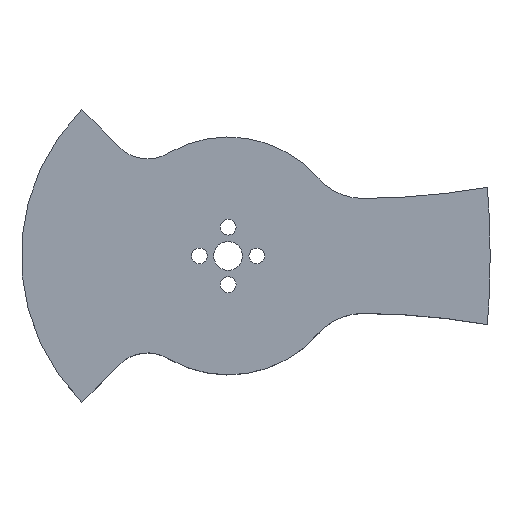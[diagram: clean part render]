
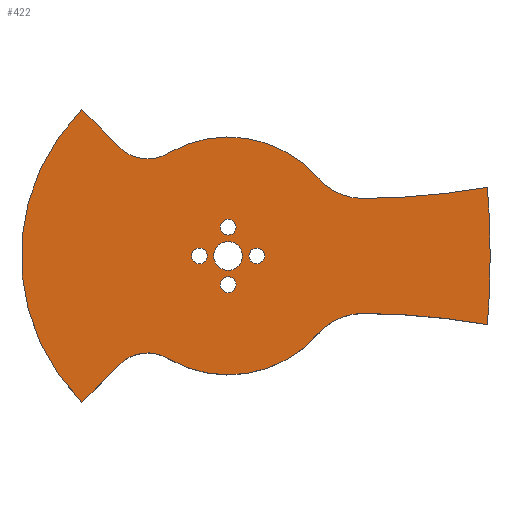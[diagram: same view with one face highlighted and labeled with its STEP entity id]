
A CAD part, top view. The second image highlights one B-rep face of the part: STEP entity #422.
In plain terms, the highlighted planar face has unit normal (0, 0, 1).
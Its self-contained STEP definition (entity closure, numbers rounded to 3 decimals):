
#23=FACE_BOUND('',#66,.T.);
#24=FACE_BOUND('',#67,.T.);
#25=FACE_BOUND('',#68,.T.);
#26=FACE_BOUND('',#69,.T.);
#27=FACE_BOUND('',#70,.T.);
#35=PLANE('',#462);
#42=FACE_OUTER_BOUND('',#65,.T.);
#65=EDGE_LOOP('',(#291,#292,#293,#294,#295,#296,#297,#298,#299,#300,#301,
#302,#303,#304));
#66=EDGE_LOOP('',(#305));
#67=EDGE_LOOP('',(#306));
#68=EDGE_LOOP('',(#307));
#69=EDGE_LOOP('',(#308));
#70=EDGE_LOOP('',(#309));
#99=LINE('',#678,#125);
#102=LINE('',#692,#128);
#103=LINE('',#696,#129);
#125=VECTOR('',#531,10.);
#128=VECTOR('',#544,10.);
#129=VECTOR('',#547,10.);
#149=CIRCLE('',#459,149.1);
#151=CIRCLE('',#463,154.234);
#152=CIRCLE('',#464,12.425);
#153=CIRCLE('',#465,24.85);
#154=CIRCLE('',#466,8.283);
#155=CIRCLE('',#467,43.223);
#156=CIRCLE('',#468,8.283);
#157=CIRCLE('',#469,24.85);
#158=CIRCLE('',#470,12.425);
#159=CIRCLE('',#471,154.234);
#160=CIRCLE('',#472,149.1);
#161=CIRCLE('',#473,1.65);
#162=CIRCLE('',#474,1.65);
#163=CIRCLE('',#475,1.65);
#164=CIRCLE('',#476,1.65);
#165=CIRCLE('',#477,3.);
#183=VERTEX_POINT('',#668);
#184=VERTEX_POINT('',#669);
#187=VERTEX_POINT('',#677);
#189=VERTEX_POINT('',#683);
#190=VERTEX_POINT('',#685);
#191=VERTEX_POINT('',#687);
#192=VERTEX_POINT('',#689);
#193=VERTEX_POINT('',#691);
#194=VERTEX_POINT('',#693);
#195=VERTEX_POINT('',#695);
#196=VERTEX_POINT('',#697);
#197=VERTEX_POINT('',#699);
#198=VERTEX_POINT('',#701);
#199=VERTEX_POINT('',#703);
#200=VERTEX_POINT('',#706);
#201=VERTEX_POINT('',#708);
#202=VERTEX_POINT('',#710);
#203=VERTEX_POINT('',#712);
#204=VERTEX_POINT('',#714);
#223=EDGE_CURVE('',#183,#184,#149,.T.);
#227=EDGE_CURVE('',#187,#184,#99,.T.);
#230=EDGE_CURVE('',#189,#183,#151,.T.);
#231=EDGE_CURVE('',#189,#190,#152,.F.);
#232=EDGE_CURVE('',#190,#191,#153,.T.);
#233=EDGE_CURVE('',#192,#191,#154,.T.);
#234=EDGE_CURVE('',#193,#192,#102,.T.);
#235=EDGE_CURVE('',#193,#194,#155,.T.);
#236=EDGE_CURVE('',#194,#195,#103,.T.);
#237=EDGE_CURVE('',#196,#195,#156,.T.);
#238=EDGE_CURVE('',#196,#197,#157,.T.);
#239=EDGE_CURVE('',#198,#197,#158,.T.);
#240=EDGE_CURVE('',#199,#198,#159,.T.);
#241=EDGE_CURVE('',#187,#199,#160,.T.);
#242=EDGE_CURVE('',#200,#200,#161,.T.);
#243=EDGE_CURVE('',#201,#201,#162,.T.);
#244=EDGE_CURVE('',#202,#202,#163,.T.);
#245=EDGE_CURVE('',#203,#203,#164,.T.);
#246=EDGE_CURVE('',#204,#204,#165,.T.);
#291=ORIENTED_EDGE('',*,*,#223,.F.);
#292=ORIENTED_EDGE('',*,*,#230,.F.);
#293=ORIENTED_EDGE('',*,*,#231,.T.);
#294=ORIENTED_EDGE('',*,*,#232,.T.);
#295=ORIENTED_EDGE('',*,*,#233,.F.);
#296=ORIENTED_EDGE('',*,*,#234,.F.);
#297=ORIENTED_EDGE('',*,*,#235,.T.);
#298=ORIENTED_EDGE('',*,*,#236,.T.);
#299=ORIENTED_EDGE('',*,*,#237,.F.);
#300=ORIENTED_EDGE('',*,*,#238,.T.);
#301=ORIENTED_EDGE('',*,*,#239,.F.);
#302=ORIENTED_EDGE('',*,*,#240,.F.);
#303=ORIENTED_EDGE('',*,*,#241,.F.);
#304=ORIENTED_EDGE('',*,*,#227,.T.);
#305=ORIENTED_EDGE('',*,*,#242,.T.);
#306=ORIENTED_EDGE('',*,*,#243,.T.);
#307=ORIENTED_EDGE('',*,*,#244,.T.);
#308=ORIENTED_EDGE('',*,*,#245,.T.);
#309=ORIENTED_EDGE('',*,*,#246,.T.);
#422=ADVANCED_FACE('',(#42,#23,#24,#25,#26,#27),#35,.T.);
#459=AXIS2_PLACEMENT_3D('',#670,#523,#524);
#462=AXIS2_PLACEMENT_3D('',#682,#534,#535);
#463=AXIS2_PLACEMENT_3D('',#684,#536,#537);
#464=AXIS2_PLACEMENT_3D('',#686,#538,#539);
#465=AXIS2_PLACEMENT_3D('',#688,#540,#541);
#466=AXIS2_PLACEMENT_3D('',#690,#542,#543);
#467=AXIS2_PLACEMENT_3D('',#694,#545,#546);
#468=AXIS2_PLACEMENT_3D('',#698,#548,#549);
#469=AXIS2_PLACEMENT_3D('',#700,#550,#551);
#470=AXIS2_PLACEMENT_3D('',#702,#552,#553);
#471=AXIS2_PLACEMENT_3D('',#704,#554,#555);
#472=AXIS2_PLACEMENT_3D('',#705,#556,#557);
#473=AXIS2_PLACEMENT_3D('',#707,#558,#559);
#474=AXIS2_PLACEMENT_3D('',#709,#560,#561);
#475=AXIS2_PLACEMENT_3D('',#711,#562,#563);
#476=AXIS2_PLACEMENT_3D('',#713,#564,#565);
#477=AXIS2_PLACEMENT_3D('',#715,#566,#567);
#523=DIRECTION('center_axis',(0.,0.,
-1.));
#524=DIRECTION('ref_axis',(0.996,0.087,0.));
#531=DIRECTION('',(0.,1.,0.));
#534=DIRECTION('center_axis',(0.,0.,
1.));
#535=DIRECTION('ref_axis',(-1.,0.,0.));
#536=DIRECTION('center_axis',(0.,0.,
1.));
#537=DIRECTION('ref_axis',(0.,-1.,0.));
#538=DIRECTION('center_axis',(0.,0.,
1.));
#539=DIRECTION('ref_axis',(0.755,0.655,0.));
#540=DIRECTION('center_axis',(0.,0.,
1.));
#541=DIRECTION('ref_axis',(-1.,0.,0.));
#542=DIRECTION('center_axis',(0.,0.,
1.));
#543=DIRECTION('ref_axis',(-0.126,-0.992,0.));
#544=DIRECTION('',(0.707,-0.707,0.));
#545=DIRECTION('center_axis',(0.,0.,
1.));
#546=DIRECTION('ref_axis',(-0.707,0.707,0.));
#547=DIRECTION('',(0.707,0.707,0.));
#548=DIRECTION('center_axis',(0.,0.,
1.));
#549=DIRECTION('ref_axis',(-0.126,0.992,0.));
#550=DIRECTION('center_axis',(0.,0.,
1.));
#551=DIRECTION('ref_axis',(-1.,0.,0.));
#552=DIRECTION('center_axis',(0.,0.,
1.));
#553=DIRECTION('ref_axis',(0.755,-0.655,0.));
#554=DIRECTION('center_axis',(0.,0.,
1.));
#555=DIRECTION('ref_axis',(0.174,0.985,0.));
#556=DIRECTION('center_axis',(0.,0.,
-1.));
#557=DIRECTION('ref_axis',(0.996,-0.087,0.));
#558=DIRECTION('center_axis',(0.,0.,
-1.));
#559=DIRECTION('ref_axis',(-1.,0.,0.));
#560=DIRECTION('center_axis',(0.,0.,
-1.));
#561=DIRECTION('ref_axis',(-1.,0.,0.));
#562=DIRECTION('center_axis',(0.,0.,
-1.));
#563=DIRECTION('ref_axis',(-1.,0.,0.));
#564=DIRECTION('center_axis',(0.,0.,
-1.));
#565=DIRECTION('ref_axis',(-1.,0.,0.));
#566=DIRECTION('center_axis',(0.,0.,
-1.));
#567=DIRECTION('ref_axis',(-1.,0.,0.));
#668=CARTESIAN_POINT('',(54.132,90.343,27.98));
#669=CARTESIAN_POINT('',(54.699,77.35,27.98));
#670=CARTESIAN_POINT('Origin',(-94.401,77.35,27.98));
#677=CARTESIAN_POINT('',(54.699,74.65,27.98));
#678=CARTESIAN_POINT('',(54.699,76.,27.98));
#682=CARTESIAN_POINT('Origin',(0.,76.,27.98));
#683=CARTESIAN_POINT('',(28.226,88.002,27.98));
#684=CARTESIAN_POINT('Origin',(27.35,242.234,27.98));
#685=CARTESIAN_POINT('',(18.77,92.285,27.98));
#686=CARTESIAN_POINT('Origin',(28.156,100.427,27.98));
#687=CARTESIAN_POINT('',(-12.621,97.407,27.98));
#688=CARTESIAN_POINT('Origin',(0.,76.,27.98));
#689=CARTESIAN_POINT('',(-22.685,98.685,27.98));
#690=CARTESIAN_POINT('Origin',(-16.828,104.542,27.98));
#691=CARTESIAN_POINT('',(-30.563,106.563,27.98));
#692=CARTESIAN_POINT('',(-30.563,106.563,27.98));
#693=CARTESIAN_POINT('',(-30.563,45.437,27.98));
#694=CARTESIAN_POINT('Origin',(0.,76.,27.98));
#695=CARTESIAN_POINT('',(-22.685,53.315,27.98));
#696=CARTESIAN_POINT('',(-30.563,45.437,27.98));
#697=CARTESIAN_POINT('',(-12.621,54.593,27.98));
#698=CARTESIAN_POINT('Origin',(-16.828,47.458,27.98));
#699=CARTESIAN_POINT('',(18.77,59.715,27.98));
#700=CARTESIAN_POINT('Origin',(0.,76.,27.98));
#701=CARTESIAN_POINT('',(28.226,63.998,27.98));
#702=CARTESIAN_POINT('Origin',(28.156,51.573,27.98));
#703=CARTESIAN_POINT('',(54.132,61.657,27.98));
#704=CARTESIAN_POINT('Origin',(27.35,-90.234,27.98));
#705=CARTESIAN_POINT('Origin',(-94.401,74.65,27.98));
#706=CARTESIAN_POINT('',(-4.35,76.,27.98));
#707=CARTESIAN_POINT('Origin',(-6.,76.,27.98));
#708=CARTESIAN_POINT('',(1.65,70.,27.98));
#709=CARTESIAN_POINT('Origin',(0.,70.,27.98));
#710=CARTESIAN_POINT('',(7.65,76.,27.98));
#711=CARTESIAN_POINT('Origin',(6.,76.,27.98));
#712=CARTESIAN_POINT('',(1.65,82.,27.98));
#713=CARTESIAN_POINT('Origin',(0.,82.,27.98));
#714=CARTESIAN_POINT('',(3.,76.,27.98));
#715=CARTESIAN_POINT('Origin',(0.,76.,27.98));
